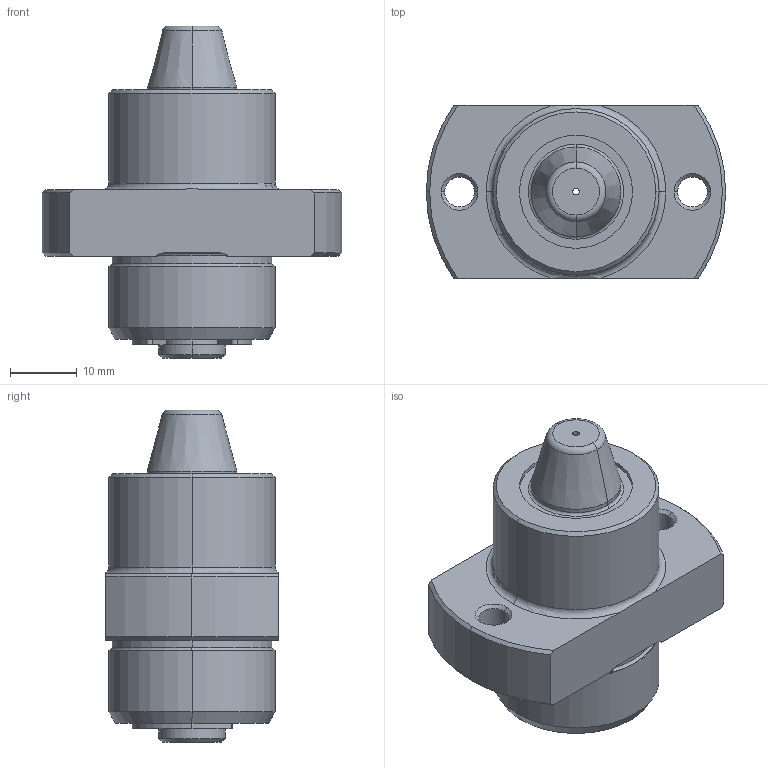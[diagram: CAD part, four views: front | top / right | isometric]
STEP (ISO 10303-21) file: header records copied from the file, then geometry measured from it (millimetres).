
FILE_DESCRIPTION (( 'STEP AP203' ), '1' );
FILE_NAME ('cp710-10025b.STEP', '2021-10-25T23:53:56', ( '' ), ( '' ), 'SwSTEP 2.0', 'SolidWorks 2020', '' );
FILE_SCHEMA (( 'CONFIG_CONTROL_DESIGN' ));
Length unit declared in the file: millimetre
Products named in the file (3): cp710-10025b_01; cp710-10025b_02; cp710-10025b
Assembly tree (2 placements, depth 2):
  cp710-10025b
    cp710-10025b_01
    cp710-10025b_02
Bounding box: 45 x 26 x 49.9 mm (x, y, z)
Volume: 21289.3 mm3; surface area: 11004.9 mm2
Topology: 2 solids, 2 shells, 118 faces, 290 edges, 178 vertices
Faces by surface type: cylinder 48, plane 27, cone 26, torus 17
Entity records: 3892 total; most frequent: DIRECTION 687, CARTESIAN_POINT 671, ORIENTED_EDGE 580, EDGE_CURVE 290, AXIS2_PLACEMENT_3D 288, VERTEX_POINT 178, CIRCLE 165, EDGE_LOOP 132
